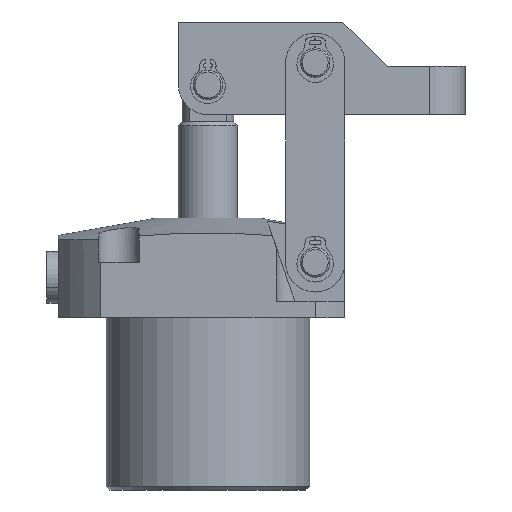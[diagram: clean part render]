
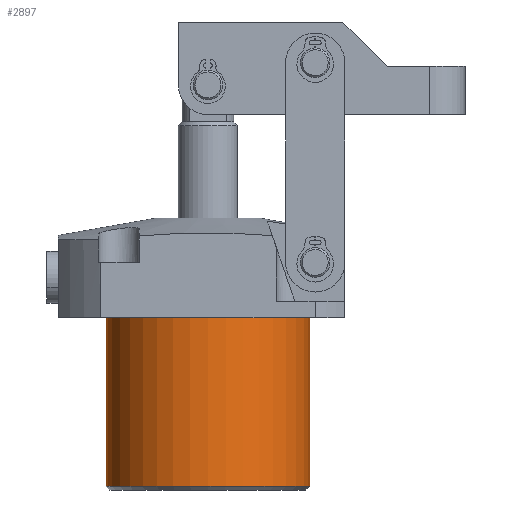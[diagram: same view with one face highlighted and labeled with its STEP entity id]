
A CAD part, front view. The second image highlights one B-rep face of the part: STEP entity #2897.
In plain terms, the highlighted cylindrical face has radius 27.5 mm (diameter 55 mm), a partial arc.
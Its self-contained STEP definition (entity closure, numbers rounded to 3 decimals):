
#236 = CARTESIAN_POINT ( 'NONE',  ( 27.5, 0., -45.5 ) ) ;
#610 = DIRECTION ( 'NONE',  ( 0., 0., 1. ) ) ;
#1327 = FACE_OUTER_BOUND ( 'NONE', #3807, .T. ) ;
#1334 = CYLINDRICAL_SURFACE ( 'NONE', #5333, 27.5 ) ;
#2428 = CARTESIAN_POINT ( 'NONE',  ( 27.5, 0., 0. ) ) ;
#2433 = CARTESIAN_POINT ( 'NONE',  ( -27.5, 0., 0. ) ) ;
#2490 = CARTESIAN_POINT ( 'NONE',  ( -27.5, 0., -45.5 ) ) ;
#2639 = VERTEX_POINT ( 'NONE', #2490 ) ;
#2674 = VERTEX_POINT ( 'NONE', #2433 ) ;
#2678 = VERTEX_POINT ( 'NONE', #2428 ) ;
#2897 = ADVANCED_FACE ( 'NONE', ( #1327 ), #1334, .T. ) ;
#3037 = CARTESIAN_POINT ( 'NONE',  ( 27.5, 0., -46.5 ) ) ;
#3807 = EDGE_LOOP ( 'NONE', ( #9228, #9229, #9230, #8417 ) ) ;
#4644 = AXIS2_PLACEMENT_3D ( 'NONE', #6338, #6336, #6332 ) ;
#4662 = AXIS2_PLACEMENT_3D ( 'NONE', #10378, #10377, #10376 ) ;
#4992 = EDGE_CURVE ( 'NONE', #2639, #9355, #7295, .T. ) ;
#5046 = EDGE_CURVE ( 'NONE', #2639, #2674, #7353, .T. ) ;
#5053 = EDGE_CURVE ( 'NONE', #2678, #2674, #7365, .T. ) ;
#5333 = AXIS2_PLACEMENT_3D ( 'NONE', #10236, #10237, #10246 ) ;
#5468 = EDGE_CURVE ( 'NONE', #9355, #2678, #6212, .T. ) ;
#6212 = LINE ( 'NONE', #3037, #6232 ) ;
#6232 = VECTOR ( 'NONE', #610, 1000. ) ;
#6332 = DIRECTION ( 'NONE',  ( 1., 0., 0. ) ) ;
#6336 = DIRECTION ( 'NONE',  ( 0., 0., -1. ) ) ;
#6338 = CARTESIAN_POINT ( 'NONE',  ( 0., 0., 0. ) ) ;
#6411 = DIRECTION ( 'NONE',  ( 0., 0., 1. ) ) ;
#6414 = CARTESIAN_POINT ( 'NONE',  ( -27.5, 0., -46.5 ) ) ;
#7295 = CIRCLE ( 'NONE', #4662, 27.5 ) ;
#7353 = LINE ( 'NONE', #6414, #7356 ) ;
#7356 = VECTOR ( 'NONE', #6411, 1000. ) ;
#7365 = CIRCLE ( 'NONE', #4644, 27.5 ) ;
#8417 = ORIENTED_EDGE ( 'NONE', *, *, #5053, .T. ) ;
#9228 = ORIENTED_EDGE ( 'NONE', *, *, #5046, .F. ) ;
#9229 = ORIENTED_EDGE ( 'NONE', *, *, #4992, .T. ) ;
#9230 = ORIENTED_EDGE ( 'NONE', *, *, #5468, .T. ) ;
#9355 = VERTEX_POINT ( 'NONE', #236 ) ;
#10236 = CARTESIAN_POINT ( 'NONE',  ( 0., 0., -46.5 ) ) ;
#10237 = DIRECTION ( 'NONE',  ( 0., 0., 1. ) ) ;
#10246 = DIRECTION ( 'NONE',  ( 1., 0., 0. ) ) ;
#10376 = DIRECTION ( 'NONE',  ( -1., 0., 0. ) ) ;
#10377 = DIRECTION ( 'NONE',  ( 0., 0., 1. ) ) ;
#10378 = CARTESIAN_POINT ( 'NONE',  ( 0., 0., -45.5 ) ) ;
